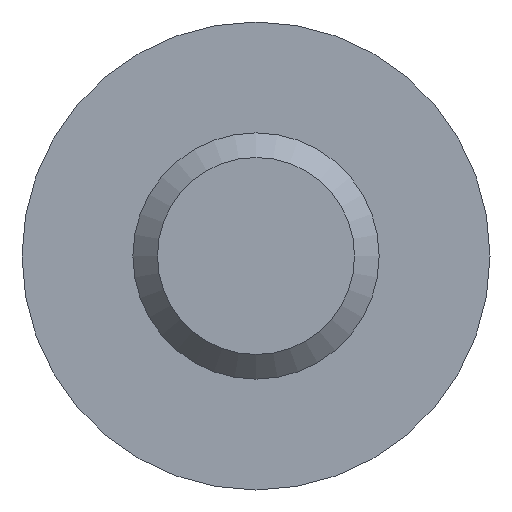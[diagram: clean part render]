
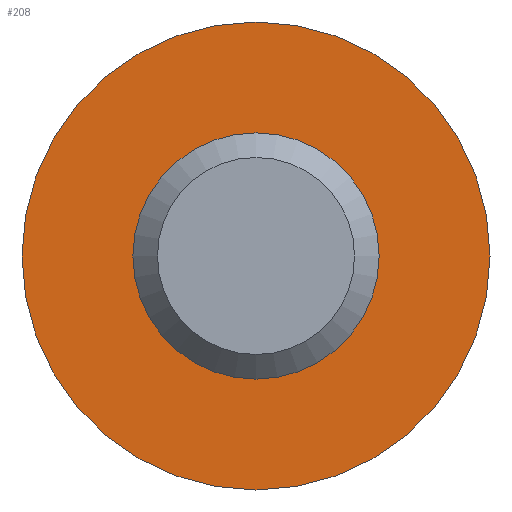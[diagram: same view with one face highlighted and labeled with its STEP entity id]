
A CAD part, front view. The second image highlights one B-rep face of the part: STEP entity #208.
In plain terms, the highlighted planar face has unit normal (0, -1, 0).
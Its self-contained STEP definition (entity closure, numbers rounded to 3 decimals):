
#65 = CYLINDRICAL_SURFACE('',#66,2.);
#66 = AXIS2_PLACEMENT_3D('',#67,#68,#69);
#67 = CARTESIAN_POINT('',(0.,-4.,0.));
#68 = DIRECTION('',(0.,-1.,0.));
#69 = DIRECTION('',(1.,0.,0.));
#156 = VERTEX_POINT('',#157);
#157 = CARTESIAN_POINT('',(2.,0.,0.));
#177 = EDGE_CURVE('',#156,#156,#178,.T.);
#178 = SURFACE_CURVE('',#179,(#184,#190),.PCURVE_S1.);
#179 = CIRCLE('',#180,2.);
#180 = AXIS2_PLACEMENT_3D('',#181,#182,#183);
#181 = CARTESIAN_POINT('',(0.,0.,0.));
#182 = DIRECTION('',(0.,-1.,0.));
#183 = DIRECTION('',(1.,0.,0.));
#184 = PCURVE('',#65,#185);
#185 = DEFINITIONAL_REPRESENTATION('',(#186),#189);
#186 = B_SPLINE_CURVE_WITH_KNOTS('',1,(#187,#188),.UNSPECIFIED.,.F.,.F.,
  (2,2),(0.,6.283),.PIECEWISE_BEZIER_KNOTS.);
#187 = CARTESIAN_POINT('',(0.,-4.));
#188 = CARTESIAN_POINT('',(6.283,-4.));
#189 = ( GEOMETRIC_REPRESENTATION_CONTEXT(2) 
PARAMETRIC_REPRESENTATION_CONTEXT() REPRESENTATION_CONTEXT('2D SPACE',''
  ) );
#190 = PCURVE('',#191,#196);
#191 = PLANE('',#192);
#192 = AXIS2_PLACEMENT_3D('',#193,#194,#195);
#193 = CARTESIAN_POINT('',(2.9,0.,0.));
#194 = DIRECTION('',(0.,-1.,0.));
#195 = DIRECTION('',(0.,0.,-1.));
#196 = DEFINITIONAL_REPRESENTATION('',(#197),#201);
#197 = CIRCLE('',#198,2.);
#198 = AXIS2_PLACEMENT_2D('',#199,#200);
#199 = CARTESIAN_POINT('',(0.,-2.9));
#200 = DIRECTION('',(0.,1.));
#201 = ( GEOMETRIC_REPRESENTATION_CONTEXT(2) 
PARAMETRIC_REPRESENTATION_CONTEXT() REPRESENTATION_CONTEXT('2D SPACE',''
  ) );
#208 = ADVANCED_FACE('',(#209,#239),#191,.T.);
#209 = FACE_BOUND('',#210,.T.);
#210 = EDGE_LOOP('',(#211));
#211 = ORIENTED_EDGE('',*,*,#212,.T.);
#212 = EDGE_CURVE('',#213,#213,#215,.T.);
#213 = VERTEX_POINT('',#214);
#214 = CARTESIAN_POINT('',(3.8,0.,0.));
#215 = SURFACE_CURVE('',#216,(#221,#228),.PCURVE_S1.);
#216 = CIRCLE('',#217,3.8);
#217 = AXIS2_PLACEMENT_3D('',#218,#219,#220);
#218 = CARTESIAN_POINT('',(0.,0.,0.));
#219 = DIRECTION('',(0.,-1.,0.));
#220 = DIRECTION('',(1.,0.,0.));
#221 = PCURVE('',#191,#222);
#222 = DEFINITIONAL_REPRESENTATION('',(#223),#227);
#223 = CIRCLE('',#224,3.8);
#224 = AXIS2_PLACEMENT_2D('',#225,#226);
#225 = CARTESIAN_POINT('',(0.,-2.9));
#226 = DIRECTION('',(0.,1.));
#227 = ( GEOMETRIC_REPRESENTATION_CONTEXT(2) 
PARAMETRIC_REPRESENTATION_CONTEXT() REPRESENTATION_CONTEXT('2D SPACE',''
  ) );
#228 = PCURVE('',#229,#234);
#229 = CYLINDRICAL_SURFACE('',#230,3.8);
#230 = AXIS2_PLACEMENT_3D('',#231,#232,#233);
#231 = CARTESIAN_POINT('',(0.,0.224,0.));
#232 = DIRECTION('',(0.,-1.,0.));
#233 = DIRECTION('',(1.,0.,0.));
#234 = DEFINITIONAL_REPRESENTATION('',(#235),#238);
#235 = B_SPLINE_CURVE_WITH_KNOTS('',1,(#236,#237),.UNSPECIFIED.,.F.,.F.,
  (2,2),(0.,6.283),.PIECEWISE_BEZIER_KNOTS.);
#236 = CARTESIAN_POINT('',(0.,0.224));
#237 = CARTESIAN_POINT('',(6.283,0.224));
#238 = ( GEOMETRIC_REPRESENTATION_CONTEXT(2) 
PARAMETRIC_REPRESENTATION_CONTEXT() REPRESENTATION_CONTEXT('2D SPACE',''
  ) );
#239 = FACE_BOUND('',#240,.T.);
#240 = EDGE_LOOP('',(#241));
#241 = ORIENTED_EDGE('',*,*,#177,.F.);
